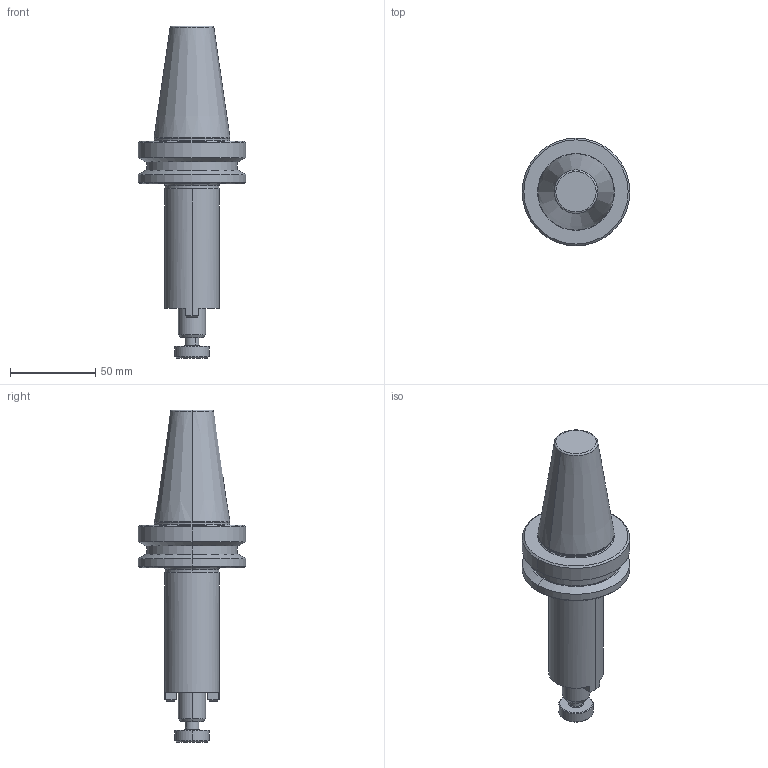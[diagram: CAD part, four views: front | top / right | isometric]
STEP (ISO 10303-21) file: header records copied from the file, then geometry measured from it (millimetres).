
FILE_DESCRIPTION (( 'STEP AP203' ), '1' );
FILE_NAME ('BT40 CSMA16 100 AD-6.3G 15000 SL SP.S.STEP', '2019-05-28T06:04:52', ( '' ), ( '' ), 'SwSTEP 2.0', 'SolidWorks 2014', '' );
FILE_SCHEMA (( 'CONFIG_CONTROL_DESIGN' ));
Length unit declared in the file: millimetre
Products named in the file (1): BT40 CSMA16 100 AD-6.3G 15000 SL SP.S
Bounding box: 63 x 63 x 194.4 mm (x, y, z)
Volume: 203297.8 mm3; surface area: 27767.7 mm2
Topology: 1 solids, 1 shells, 74 faces, 159 edges, 94 vertices
Faces by surface type: cone 24, cylinder 21, plane 19, torus 6, bspline 4
Entity records: 2280 total; most frequent: CARTESIAN_POINT 568, DIRECTION 377, ORIENTED_EDGE 318, AXIS2_PLACEMENT_3D 159, EDGE_CURVE 159, VERTEX_POINT 94, CIRCLE 88, EDGE_LOOP 81
